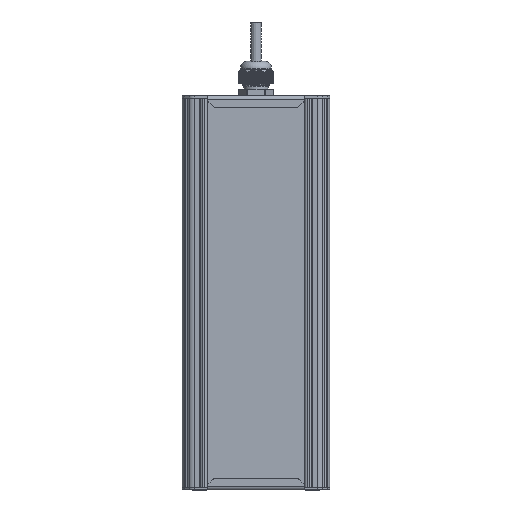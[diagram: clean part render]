
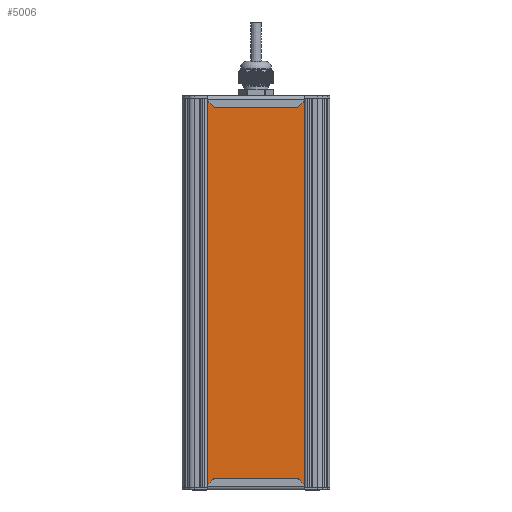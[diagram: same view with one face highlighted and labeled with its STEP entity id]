
A CAD part, front view. The second image highlights one B-rep face of the part: STEP entity #5006.
In plain terms, the highlighted face is planar.
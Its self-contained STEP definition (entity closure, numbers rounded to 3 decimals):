
#5006=ADVANCED_FACE('',(#14570),#14572,.T.);
#14570=FACE_BOUND('',#14571,.T.);
#14571=EDGE_LOOP('',(#42698,#42699,#42700,#42701));
#14572=PLANE('',#14573);
#14573=AXIS2_PLACEMENT_3D('',#14574,#14575,#14576);
#14574=CARTESIAN_POINT('',(120.465,593.492,117.308));
#14575=DIRECTION('',(0.,0.,-1.));
#14576=DIRECTION('',(0.,1.,0.));
#42698=ORIENTED_EDGE('',*,*,#49988,.T.);
#42699=ORIENTED_EDGE('',*,*,#49987,.T.);
#42700=ORIENTED_EDGE('',*,*,#49989,.F.);
#42701=ORIENTED_EDGE('',*,*,#49990,.F.);
#49987=EDGE_CURVE('',#55960,#55965,#55967,.T.);
#49988=EDGE_CURVE('',#55968,#55960,#55969,.T.);
#49989=EDGE_CURVE('',#55970,#55965,#55971,.T.);
#49990=EDGE_CURVE('',#55968,#55970,#55972,.T.);
#55960=VERTEX_POINT('',#75346);
#55965=VERTEX_POINT('',#75355);
#55967=LINE('',#75359,#75360);
#55968=VERTEX_POINT('',#75362);
#55969=LINE('',#75363,#75364);
#55970=VERTEX_POINT('',#75366);
#55971=LINE('',#75367,#75368);
#55972=LINE('',#75370,#75371);
#75346=CARTESIAN_POINT('',(120.465,679.838,117.308));
#75355=CARTESIAN_POINT('',(416.465,679.838,117.308));
#75359=CARTESIAN_POINT('',(120.465,679.838,117.308));
#75360=VECTOR('',#75361,1.);
#75361=DIRECTION('',(1.,0.,0.));
#75362=CARTESIAN_POINT('',(120.465,593.492,117.308));
#75363=CARTESIAN_POINT('',(120.465,593.492,117.308));
#75364=VECTOR('',#75365,1.);
#75365=DIRECTION('',(0.,1.,0.));
#75366=CARTESIAN_POINT('',(416.465,593.492,117.308));
#75367=CARTESIAN_POINT('',(416.465,593.492,117.308));
#75368=VECTOR('',#75369,1.);
#75369=DIRECTION('',(0.,1.,0.));
#75370=CARTESIAN_POINT('',(120.465,593.492,117.308));
#75371=VECTOR('',#75372,1.);
#75372=DIRECTION('',(1.,0.,0.));
